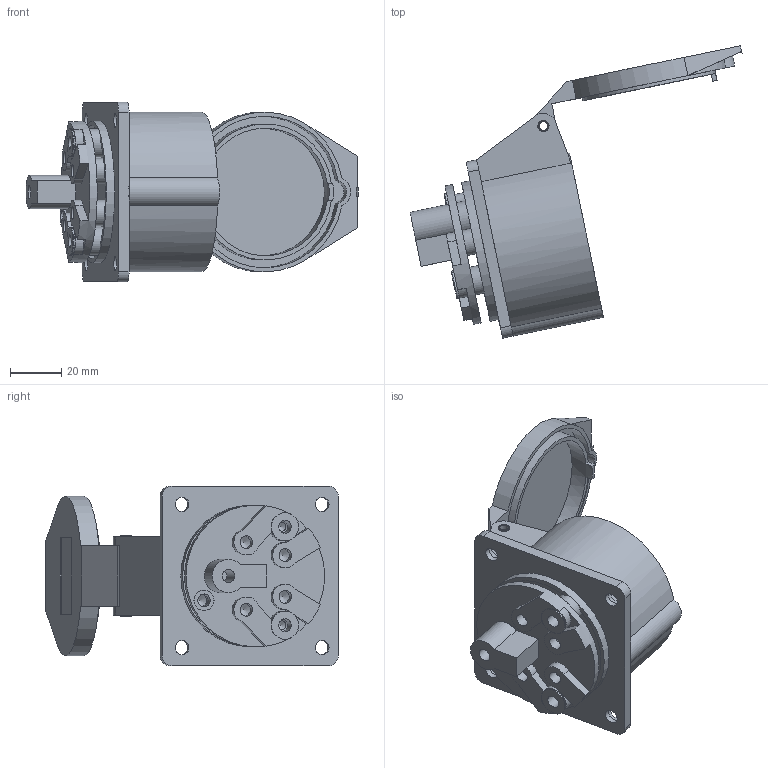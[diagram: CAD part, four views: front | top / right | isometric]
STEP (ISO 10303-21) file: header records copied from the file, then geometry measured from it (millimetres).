
FILE_DESCRIPTION(/* description */ (''),/* implementation_level */ '2;1');
FILE_NAME(/* name */ 'FNP2-315_stp.stp',/* time_stamp */ '2025-03-01T15:25:30+08:00',/* author */ (''),/* organization */ (''),/* preprocessor_version */ 'ST-DEVELOPER v16',/* originating_system */ 'SIEMENS PLM Software NX 10.0',/* authorisation */ '');
FILE_SCHEMA (('AUTOMOTIVE_DESIGN { 1 0 10303 214 3 1 1 1 }'));
Length unit declared in the file: millimetre
Products named in the file (1): Admi89E8012Efnqz
Bounding box: 129.92 x 114.38 x 70.3 mm (x, y, z)
Volume: 119659.7 mm3; surface area: 64082.1 mm2
Topology: 10 solids, 10 shells, 203 faces, 481 edges, 321 vertices
Faces by surface type: plane 101, cylinder 78, cone 19, torus 5
Full cylindrical faces by diameter (mm): 3.4 x1, 3.6 x2, 4.4 x2, 5 x14, 5.5 x4, 6 x1, 6.4 x5, 6.5 x4, 8 x1, 8.4 x1, 10 x4, 11 x4, 11.9 x4, 13 x1, 45.6 x1, 49.9 x1, 52.245 x1, 53.2 x1, 55.4 x2
Entity records: 5625 total; most frequent: DIRECTION 956, CARTESIAN_POINT 858, ORIENTED_EDGE 724, AXIS2_PLACEMENT_3D 390, EDGE_CURVE 362, EDGE_LOOP 334, VERTEX_POINT 292, FACE_BOUND 271
